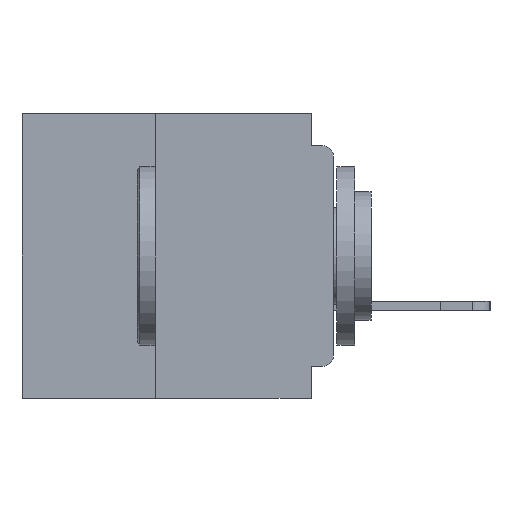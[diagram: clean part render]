
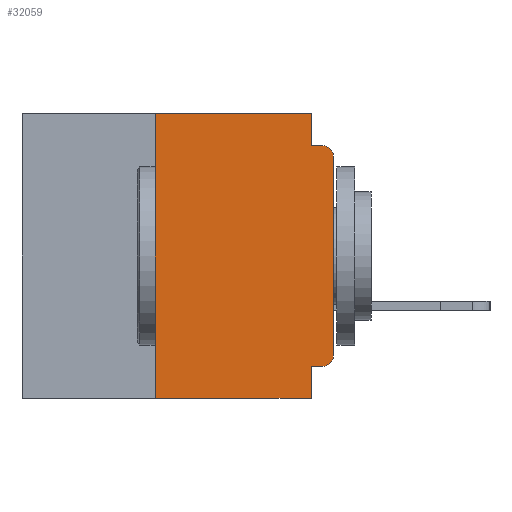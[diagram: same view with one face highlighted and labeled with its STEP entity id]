
A CAD part, left-side view. The second image highlights one B-rep face of the part: STEP entity #32059.
In plain terms, the highlighted planar face has unit normal (-1, 0, 0).
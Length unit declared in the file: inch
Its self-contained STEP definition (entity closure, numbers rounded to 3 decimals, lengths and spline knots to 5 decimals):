
#57 = PLANE ( 'NONE',  #35250 ) ;
#203 = AXIS2_PLACEMENT_3D ( 'NONE', #24592, #23591, #31408 ) ;
#363 = ORIENTED_EDGE ( 'NONE', *, *, #1583, .F. ) ;
#529 = EDGE_CURVE ( 'NONE', #4952, #29449, #22103, .T. ) ;
#1160 = VERTEX_POINT ( 'NONE', #28451 ) ;
#1583 = EDGE_CURVE ( 'NONE', #15528, #23294, #22480, .T. ) ;
#2014 = VECTOR ( 'NONE', #33303, 39.37008 ) ;
#3319 = EDGE_CURVE ( 'NONE', #26976, #23294, #22340, .T. ) ;
#3922 = CARTESIAN_POINT ( 'NONE',  ( 0., 0.031, 0. ) ) ;
#4952 = VERTEX_POINT ( 'NONE', #22776 ) ;
#5179 = LINE ( 'NONE', #34473, #28593 ) ;
#5537 = AXIS2_PLACEMENT_3D ( 'NONE', #16914, #20942, #12221 ) ;
#5957 = DIRECTION ( 'NONE',  ( 1., 0., 0. ) ) ;
#6140 = ORIENTED_EDGE ( 'NONE', *, *, #30476, .F. ) ;
#6438 = VERTEX_POINT ( 'NONE', #31775 ) ;
#6926 = CARTESIAN_POINT ( 'NONE',  ( 0., 0., 0. ) ) ;
#7519 = CARTESIAN_POINT ( 'NONE',  ( 0., 0.25, -0.4 ) ) ;
#7604 = ORIENTED_EDGE ( 'NONE', *, *, #24557, .F. ) ;
#7617 = LINE ( 'NONE', #21770, #9416 ) ;
#9416 = VECTOR ( 'NONE', #24841, 39.37008 ) ;
#10046 = ORIENTED_EDGE ( 'NONE', *, *, #15410, .T. ) ;
#12221 = DIRECTION ( 'NONE',  ( 0., 0., -1. ) ) ;
#12271 = VECTOR ( 'NONE', #27658, 39.37008 ) ;
#12626 = LINE ( 'NONE', #7519, #27311 ) ;
#12651 = DIRECTION ( 'NONE',  ( 0., 0., -1. ) ) ;
#12886 = CARTESIAN_POINT ( 'NONE',  ( 0., 0.015, -0.045 ) ) ;
#13927 = CARTESIAN_POINT ( 'NONE',  ( 0., 0.25, -0.4 ) ) ;
#15410 = EDGE_CURVE ( 'NONE', #28820, #19472, #5179, .T. ) ;
#15487 = ORIENTED_EDGE ( 'NONE', *, *, #529, .T. ) ;
#15528 = VERTEX_POINT ( 'NONE', #26282 ) ;
#16565 = LINE ( 'NONE', #3922, #37678 ) ;
#16914 = CARTESIAN_POINT ( 'NONE',  ( 0., 0.015, -0.34 ) ) ;
#18123 = LINE ( 'NONE', #31143, #32712 ) ;
#19163 = ORIENTED_EDGE ( 'NONE', *, *, #28369, .F. ) ;
#19318 = ORIENTED_EDGE ( 'NONE', *, *, #24403, .T. ) ;
#19358 = DIRECTION ( 'NONE',  ( 0., 0., 1. ) ) ;
#19472 = VERTEX_POINT ( 'NONE', #24755 ) ;
#19689 = CARTESIAN_POINT ( 'NONE',  ( 0., 0., -0.34 ) ) ;
#19907 = DIRECTION ( 'NONE',  ( 0., -1., 0. ) ) ;
#20612 = CARTESIAN_POINT ( 'NONE',  ( 0., 0.437, 0. ) ) ;
#20636 = CARTESIAN_POINT ( 'NONE',  ( 0., 0., -0.045 ) ) ;
#20942 = DIRECTION ( 'NONE',  ( -1., 0., 0. ) ) ;
#21770 = CARTESIAN_POINT ( 'NONE',  ( 0., 0.437, 0. ) ) ;
#22103 = CIRCLE ( 'NONE', #5537, 0.015 ) ;
#22152 = ORIENTED_EDGE ( 'NONE', *, *, #3319, .T. ) ;
#22340 = CIRCLE ( 'NONE', #203, 0.015 ) ;
#22480 = LINE ( 'NONE', #20636, #30242 ) ;
#22504 = VERTEX_POINT ( 'NONE', #25346 ) ;
#22776 = CARTESIAN_POINT ( 'NONE',  ( 0., 0.015, -0.355 ) ) ;
#22924 = EDGE_LOOP ( 'NONE', ( #19318, #22152, #363, #29296, #6140, #30599, #10046, #7604, #19163, #15487 ) ) ;
#23294 = VERTEX_POINT ( 'NONE', #12886 ) ;
#23591 = DIRECTION ( 'NONE',  ( -1., 0., 0. ) ) ;
#23820 = CARTESIAN_POINT ( 'NONE',  ( 0., 0., -0.06 ) ) ;
#24403 = EDGE_CURVE ( 'NONE', #29449, #26976, #31385, .T. ) ;
#24557 = EDGE_CURVE ( 'NONE', #6438, #19472, #18123, .T. ) ;
#24592 = CARTESIAN_POINT ( 'NONE',  ( 0., 0.015, -0.06 ) ) ;
#24738 = CARTESIAN_POINT ( 'NONE',  ( 0., 0., -0.355 ) ) ;
#24755 = CARTESIAN_POINT ( 'NONE',  ( 0., 0.031, -0.4 ) ) ;
#24841 = DIRECTION ( 'NONE',  ( 0., -1., 0. ) ) ;
#25346 = CARTESIAN_POINT ( 'NONE',  ( 0., 0.031, 0. ) ) ;
#26282 = CARTESIAN_POINT ( 'NONE',  ( 0., 0.031, -0.045 ) ) ;
#26478 = DIRECTION ( 'NONE',  ( 0., 0., -1. ) ) ;
#26976 = VERTEX_POINT ( 'NONE', #23820 ) ;
#27311 = VECTOR ( 'NONE', #19358, 39.37008 ) ;
#27658 = DIRECTION ( 'NONE',  ( 0., 1., 0. ) ) ;
#27852 = DIRECTION ( 'NONE',  ( 0., -1., 0. ) ) ;
#28183 = DIRECTION ( 'NONE',  ( 0., 0., -1. ) ) ;
#28369 = EDGE_CURVE ( 'NONE', #4952, #6438, #36591, .T. ) ;
#28451 = CARTESIAN_POINT ( 'NONE',  ( 0., 0.25, 0. ) ) ;
#28593 = VECTOR ( 'NONE', #19907, 39.37008 ) ;
#28820 = VERTEX_POINT ( 'NONE', #13927 ) ;
#29296 = ORIENTED_EDGE ( 'NONE', *, *, #35861, .F. ) ;
#29449 = VERTEX_POINT ( 'NONE', #19689 ) ;
#30242 = VECTOR ( 'NONE', #27852, 39.37008 ) ;
#30476 = EDGE_CURVE ( 'NONE', #1160, #22504, #7617, .T. ) ;
#30527 = EDGE_CURVE ( 'NONE', #28820, #1160, #12626, .T. ) ;
#30599 = ORIENTED_EDGE ( 'NONE', *, *, #30527, .F. ) ;
#31143 = CARTESIAN_POINT ( 'NONE',  ( 0., 0.031, -0.4 ) ) ;
#31385 = LINE ( 'NONE', #6926, #2014 ) ;
#31408 = DIRECTION ( 'NONE',  ( 0., 0., -1. ) ) ;
#31775 = CARTESIAN_POINT ( 'NONE',  ( 0., 0.031, -0.355 ) ) ;
#32059 = ADVANCED_FACE ( 'NONE', ( #35446 ), #57, .F. ) ;
#32712 = VECTOR ( 'NONE', #28183, 39.37008 ) ;
#33303 = DIRECTION ( 'NONE',  ( 0., 0., 1. ) ) ;
#34473 = CARTESIAN_POINT ( 'NONE',  ( 0., 0.437, -0.4 ) ) ;
#35250 = AXIS2_PLACEMENT_3D ( 'NONE', #20612, #5957, #26478 ) ;
#35446 = FACE_OUTER_BOUND ( 'NONE', #22924, .T. ) ;
#35861 = EDGE_CURVE ( 'NONE', #22504, #15528, #16565, .T. ) ;
#36591 = LINE ( 'NONE', #24738, #12271 ) ;
#37678 = VECTOR ( 'NONE', #12651, 39.37008 ) ;
